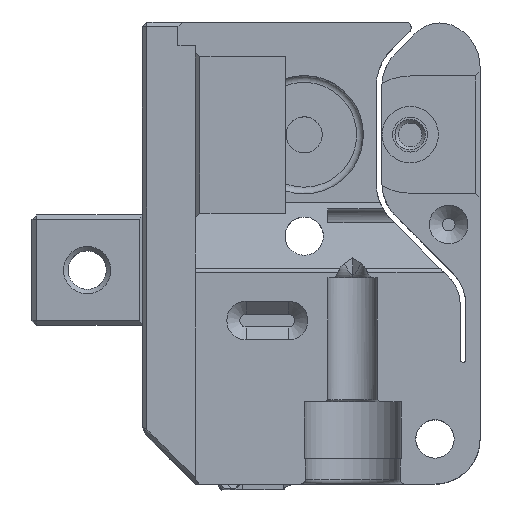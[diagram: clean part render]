
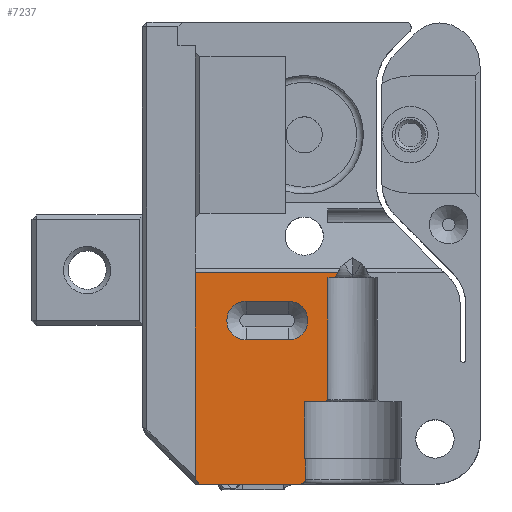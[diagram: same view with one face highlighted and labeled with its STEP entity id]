
A CAD part, top view. The second image highlights one B-rep face of the part: STEP entity #7237.
In plain terms, the highlighted planar face has unit normal (0, 0, 1).
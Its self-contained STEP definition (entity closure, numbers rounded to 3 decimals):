
#19=FACE_BOUND('',#2223,.T.);
#284=(
BOUNDED_CURVE()
B_SPLINE_CURVE(2,(#11683,#11684,#11685),.UNSPECIFIED.,.F.,.F.)
B_SPLINE_CURVE_WITH_KNOTS((3,3),(-28.964,-28.964),
 .UNSPECIFIED.)
CURVE()
GEOMETRIC_REPRESENTATION_ITEM()
RATIONAL_B_SPLINE_CURVE((42.667,44.606,46.546))
REPRESENTATION_ITEM('')
);
#431=PLANE('',#7845);
#557=LINE('',#11037,#1078);
#558=LINE('',#11041,#1079);
#791=LINE('',#21868,#1312);
#799=LINE('',#21914,#1320);
#803=LINE('',#21933,#1324);
#811=LINE('',#21962,#1332);
#938=LINE('',#22533,#1459);
#945=LINE('',#22565,#1466);
#947=LINE('',#22569,#1468);
#948=LINE('',#22570,#1469);
#949=LINE('',#22571,#1470);
#950=LINE('',#22572,#1471);
#1078=VECTOR('',#8041,10.);
#1079=VECTOR('',#8044,10.);
#1312=VECTOR('',#8995,10.);
#1320=VECTOR('',#9031,10.);
#1324=VECTOR('',#9051,10.);
#1332=VECTOR('',#9079,10.);
#1459=VECTOR('',#9436,10.);
#1466=VECTOR('',#9457,10.);
#1468=VECTOR('',#9461,10.);
#1469=VECTOR('',#9462,10.);
#1470=VECTOR('',#9463,10.);
#1471=VECTOR('',#9464,10.);
#1848=FACE_OUTER_BOUND('',#2222,.T.);
#2222=EDGE_LOOP('',(#6523,#6524,#6525,#6526,#6527,#6528,#6529,#6530,#6531,
#6532,#6533,#6534,#6535));
#2223=EDGE_LOOP('',(#6536,#6537,#6538,#6539));
#2332=CIRCLE('',#7429,0.4);
#2351=CIRCLE('',#7495,1.712);
#2353=CIRCLE('',#7498,1.712);
#2516=B_SPLINE_CURVE_WITH_KNOTS('',3,(#11851,#11852,#11853,#11854,#11855,
#11856),.UNSPECIFIED.,.F.,.F.,(4,2,4),(0.373,0.384,
0.427),.UNSPECIFIED.);
#2907=VERTEX_POINT('',#11031);
#2909=VERTEX_POINT('',#11035);
#2910=VERTEX_POINT('',#11039);
#2911=VERTEX_POINT('',#11040);
#3038=VERTEX_POINT('',#11655);
#3040=VERTEX_POINT('',#11661);
#3042=VERTEX_POINT('',#11688);
#3049=VERTEX_POINT('',#11840);
#3194=VERTEX_POINT('',#19046);
#3196=VERTEX_POINT('',#19050);
#3493=VERTEX_POINT('',#21867);
#3507=VERTEX_POINT('',#21913);
#3513=VERTEX_POINT('',#21931);
#3514=VERTEX_POINT('',#21932);
#3525=VERTEX_POINT('',#21961);
#3595=VERTEX_POINT('',#22563);
#3596=VERTEX_POINT('',#22568);
#3709=EDGE_CURVE('',#2907,#2909,#557,.T.);
#3710=EDGE_CURVE('',#2910,#2911,#558,.T.);
#3858=EDGE_CURVE('',#3038,#3040,#284,.T.);
#3867=EDGE_CURVE('',#3042,#3049,#2516,.T.);
#4030=EDGE_CURVE('',#3194,#3196,#2332,.T.);
#4156=EDGE_CURVE('',#2911,#2907,#2351,.T.);
#4158=EDGE_CURVE('',#2909,#2910,#2353,.T.);
#4461=EDGE_CURVE('',#3040,#3493,#791,.T.);
#4479=EDGE_CURVE('',#3049,#3507,#799,.T.);
#4488=EDGE_CURVE('',#3513,#3514,#803,.T.);
#4502=EDGE_CURVE('',#3196,#3525,#811,.T.);
#4673=EDGE_CURVE('',#3493,#3042,#938,.T.);
#4681=EDGE_CURVE('',#3507,#3595,#945,.T.);
#4683=EDGE_CURVE('',#3596,#3595,#947,.T.);
#4684=EDGE_CURVE('',#3194,#3596,#948,.T.);
#4685=EDGE_CURVE('',#3513,#3525,#949,.T.);
#4686=EDGE_CURVE('',#3038,#3514,#950,.T.);
#6523=ORIENTED_EDGE('',*,*,#4681,.T.);
#6524=ORIENTED_EDGE('',*,*,#4683,.F.);
#6525=ORIENTED_EDGE('',*,*,#4684,.F.);
#6526=ORIENTED_EDGE('',*,*,#4030,.T.);
#6527=ORIENTED_EDGE('',*,*,#4502,.T.);
#6528=ORIENTED_EDGE('',*,*,#4685,.F.);
#6529=ORIENTED_EDGE('',*,*,#4488,.T.);
#6530=ORIENTED_EDGE('',*,*,#4686,.F.);
#6531=ORIENTED_EDGE('',*,*,#3858,.T.);
#6532=ORIENTED_EDGE('',*,*,#4461,.T.);
#6533=ORIENTED_EDGE('',*,*,#4673,.T.);
#6534=ORIENTED_EDGE('',*,*,#3867,.T.);
#6535=ORIENTED_EDGE('',*,*,#4479,.T.);
#6536=ORIENTED_EDGE('',*,*,#3709,.T.);
#6537=ORIENTED_EDGE('',*,*,#4158,.T.);
#6538=ORIENTED_EDGE('',*,*,#3710,.T.);
#6539=ORIENTED_EDGE('',*,*,#4156,.T.);
#7237=ADVANCED_FACE('',(#1848,#19),#431,.T.);
#7429=AXIS2_PLACEMENT_3D('',#19052,#8356,#8357);
#7495=AXIS2_PLACEMENT_3D('',#20001,#8521,#8522);
#7498=AXIS2_PLACEMENT_3D('',#20004,#8527,#8528);
#7845=AXIS2_PLACEMENT_3D('',#22567,#9459,#9460);
#8041=DIRECTION('',(1.,0.,0.));
#8044=DIRECTION('',(-1.,0.,0.));
#8356=DIRECTION('center_axis',(0.,0.,
1.));
#8357=DIRECTION('ref_axis',(-1.,0.,0.));
#8521=DIRECTION('center_axis',(0.,0.,
-1.));
#8522=DIRECTION('ref_axis',(1.,0.,0.));
#8527=DIRECTION('center_axis',(0.,0.,
-1.));
#8528=DIRECTION('ref_axis',(1.,0.,0.));
#8995=DIRECTION('',(0.,1.,0.));
#9031=DIRECTION('',(-1.,0.,0.));
#9051=DIRECTION('',(0.,1.,0.));
#9079=DIRECTION('',(0.,1.,0.));
#9436=DIRECTION('',(1.,0.,0.));
#9457=DIRECTION('',(0.,-1.,0.));
#9459=DIRECTION('center_axis',(0.,0.,
1.));
#9460=DIRECTION('ref_axis',(1.,0.,0.));
#9461=DIRECTION('',(-0.707,0.707,0.));
#9462=DIRECTION('',(-1.,0.,0.));
#9463=DIRECTION('',(1.,0.,0.));
#9464=DIRECTION('',(-1.,0.,0.));
#11031=CARTESIAN_POINT('',(7.7,-14.788,19.));
#11035=CARTESIAN_POINT('',(11.45,-14.788,19.));
#11037=CARTESIAN_POINT('',(10.011,-14.788,19.));
#11039=CARTESIAN_POINT('',(11.45,-18.212,19.));
#11040=CARTESIAN_POINT('',(7.7,-18.212,19.));
#11041=CARTESIAN_POINT('',(10.011,-18.212,19.));
#11655=CARTESIAN_POINT('',(14.75,-23.7,19.));
#11661=CARTESIAN_POINT('',(14.95,-23.5,19.));
#11683=CARTESIAN_POINT('Ctrl Pts',(14.75,-23.7,19.));
#11684=CARTESIAN_POINT('Ctrl Pts',(14.854,-23.596,19.));
#11685=CARTESIAN_POINT('Ctrl Pts',(14.95,-23.5,19.));
#11688=CARTESIAN_POINT('',(15.464,-12.7,19.));
#11840=CARTESIAN_POINT('',(15.822,-12.262,19.));
#11851=CARTESIAN_POINT('Ctrl Pts',(15.464,-12.7,19.));
#11852=CARTESIAN_POINT('Ctrl Pts',(15.493,-12.675,19.));
#11853=CARTESIAN_POINT('Ctrl Pts',(15.52,-12.649,19.));
#11854=CARTESIAN_POINT('Ctrl Pts',(15.647,-12.523,19.));
#11855=CARTESIAN_POINT('Ctrl Pts',(15.746,-12.396,19.));
#11856=CARTESIAN_POINT('Ctrl Pts',(15.822,-12.262,19.));
#19046=CARTESIAN_POINT('',(12.55,-31.,19.));
#19050=CARTESIAN_POINT('',(12.95,-30.6,19.));
#19052=CARTESIAN_POINT('Origin',(12.55,-30.6,19.));
#20001=CARTESIAN_POINT('Origin',(7.7,-16.5,19.));
#20004=CARTESIAN_POINT('Origin',(11.45,-16.5,19.));
#21867=CARTESIAN_POINT('',(14.95,-12.7,19.));
#21868=CARTESIAN_POINT('',(14.95,-18.1,19.));
#21913=CARTESIAN_POINT('',(3.2,-12.262,19.));
#21914=CARTESIAN_POINT('',(15.822,-12.262,19.));
#21931=CARTESIAN_POINT('',(12.85,-28.75,19.));
#21932=CARTESIAN_POINT('',(12.85,-23.7,19.));
#21933=CARTESIAN_POINT('',(12.85,-26.225,19.));
#21961=CARTESIAN_POINT('',(12.95,-28.75,19.));
#21962=CARTESIAN_POINT('',(12.95,-29.675,19.));
#22533=CARTESIAN_POINT('',(13.798,-12.7,19.));
#22563=CARTESIAN_POINT('',(3.2,-30.6,19.));
#22565=CARTESIAN_POINT('',(3.2,-15.123,19.));
#22567=CARTESIAN_POINT('Origin',(10.446,-18.874,19.));
#22568=CARTESIAN_POINT('',(3.6,-31.,19.));
#22569=CARTESIAN_POINT('',(2.18,-29.58,19.));
#22570=CARTESIAN_POINT('',(10.437,-31.,19.));
#22571=CARTESIAN_POINT('',(13.798,-28.75,19.));
#22572=CARTESIAN_POINT('',(13.798,-23.7,19.));
